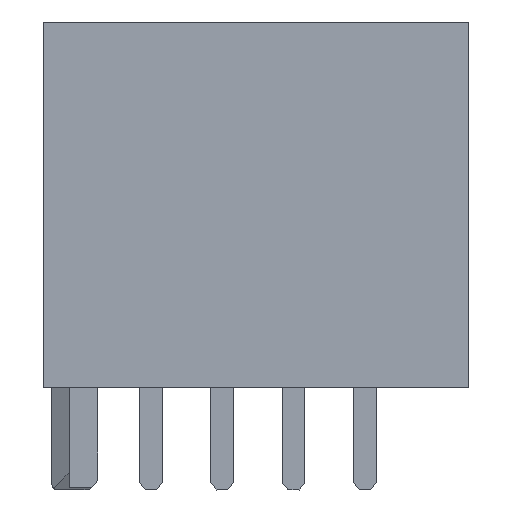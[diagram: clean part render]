
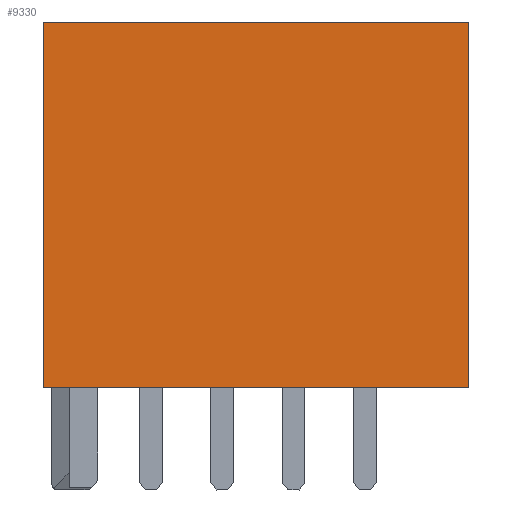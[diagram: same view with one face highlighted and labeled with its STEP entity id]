
A CAD part, left-side view. The second image highlights one B-rep face of the part: STEP entity #9330.
In plain terms, the highlighted face is planar.
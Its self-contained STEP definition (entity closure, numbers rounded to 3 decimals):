
#922=ORIENTED_EDGE('',*,*,#3545,.F.);
#923=ORIENTED_EDGE('',*,*,#3264,.F.);
#924=ORIENTED_EDGE('',*,*,#3546,.F.);
#925=ORIENTED_EDGE('',*,*,#3547,.F.);
#3264=EDGE_CURVE('',#4634,#4635,#5535,.T.);
#3545=EDGE_CURVE('',#4635,#4813,#5808,.T.);
#3546=EDGE_CURVE('',#4814,#4634,#5809,.T.);
#3547=EDGE_CURVE('',#4813,#4814,#5810,.T.);
#4634=VERTEX_POINT('',#13422);
#4635=VERTEX_POINT('',#13424);
#4813=VERTEX_POINT('',#13944);
#4814=VERTEX_POINT('',#13946);
#5535=LINE('',#13423,#6866);
#5808=LINE('',#13943,#7139);
#5809=LINE('',#13945,#7140);
#5810=LINE('',#13947,#7141);
#6866=VECTOR('',#10691,1000.);
#7139=VECTOR('',#11102,1000.);
#7140=VECTOR('',#11103,1000.);
#7141=VECTOR('',#11104,1000.);
#7915=EDGE_LOOP('',(#922,#923,#924,#925));
#8407=FACE_BOUND('',#7915,.T.);
#8885=PLANE('',#9838);
#9330=ADVANCED_FACE('',(#8407),#8885,.F.);
#9838=AXIS2_PLACEMENT_3D('',#13942,#11100,#11101);
#10691=DIRECTION('',(1.,0.,0.));
#11100=DIRECTION('',(0.,1.,0.));
#11101=DIRECTION('',(0.,0.,1.));
#11102=DIRECTION('',(0.,0.,-1.));
#11103=DIRECTION('',(0.,0.,1.));
#11104=DIRECTION('',(-1.,0.,0.));
#13422=CARTESIAN_POINT('',(-7.45,0.,6.4));
#13423=CARTESIAN_POINT('',(-7.45,0.,6.4));
#13424=CARTESIAN_POINT('',(7.45,0.,6.4));
#13942=CARTESIAN_POINT('',(0.,0.,0.));
#13943=CARTESIAN_POINT('',(7.45,0.,6.4));
#13944=CARTESIAN_POINT('',(7.45,0.,-6.4));
#13945=CARTESIAN_POINT('',(-7.45,0.,-6.4));
#13946=CARTESIAN_POINT('',(-7.45,0.,-6.4));
#13947=CARTESIAN_POINT('',(7.45,0.,-6.4));
